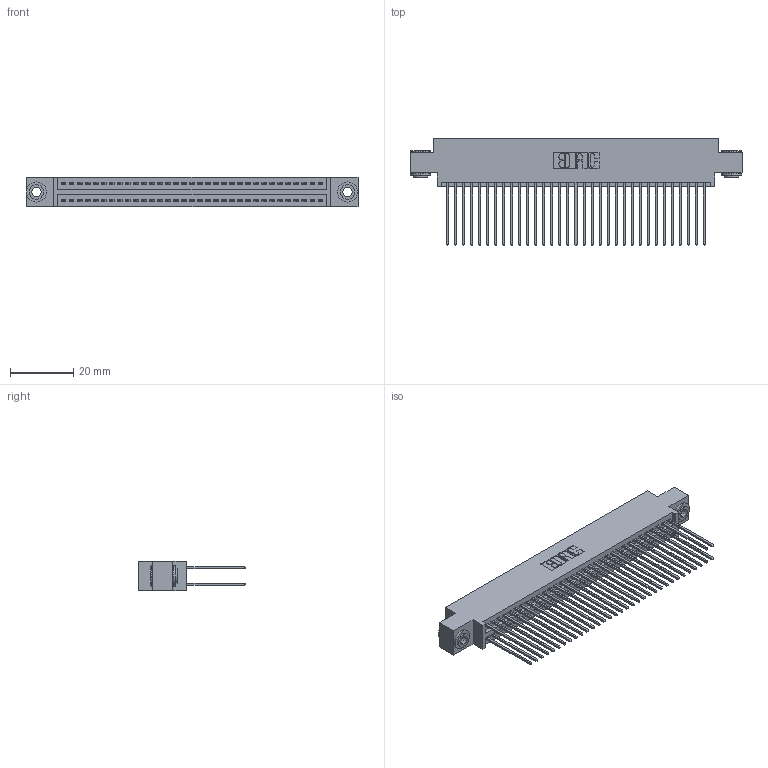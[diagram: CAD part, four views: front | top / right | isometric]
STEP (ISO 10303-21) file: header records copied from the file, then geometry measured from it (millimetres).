
FILE_DESCRIPTION (( 'STEP AP203' ), '1' );
FILE_NAME ('395-066-541-803.STEP', '2018-11-25T04:00:22', ( '' ), ( '' ), 'SwSTEP 2.0', 'SolidWorks 2016', '' );
FILE_SCHEMA (( 'CONFIG_CONTROL_DESIGN' ));
Length unit declared in the file: inch
Products named in the file (4): 345 Part_0.170 Offset - 0.156 Dia-TH; 345-250-002_345-250-002-102; 395-066-541-803; 345-292-001_345-293-141
Assembly tree (69 placements, depth 2):
  395-066-541-803
    345 Part_0.170 Offset - 0.156 Dia-TH
    345-292-001_345-293-141  x66
    345-250-002_345-250-002-102  x2
Bounding box: 105.03 x 33.96 x 9.4 mm (x, y, z)
Volume: 10403.7 mm3; surface area: 17332.5 mm2
Topology: 69 solids, 69 shells, 3468 faces, 10263 edges, 6750 vertices
Faces by surface type: plane 2272, cylinder 1188, cone 8
Entity records: 27904 total; most frequent: CARTESIAN_POINT 4663, ORIENTED_EDGE 4590, DIRECTION 4153, EDGE_CURVE 2295, LINE 2007, VECTOR 2007, VERTEX_POINT 1526, AXIS2_PLACEMENT_3D 1073
